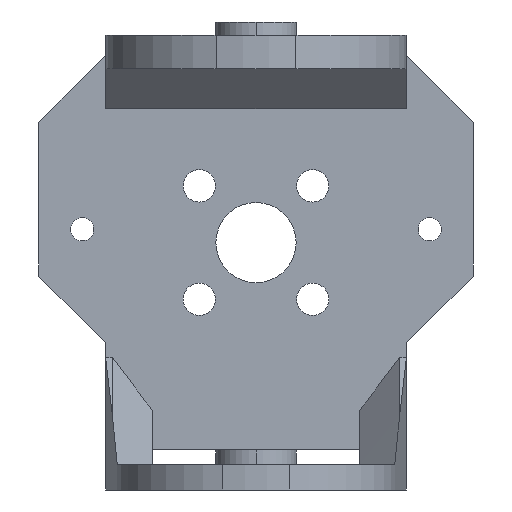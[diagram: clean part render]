
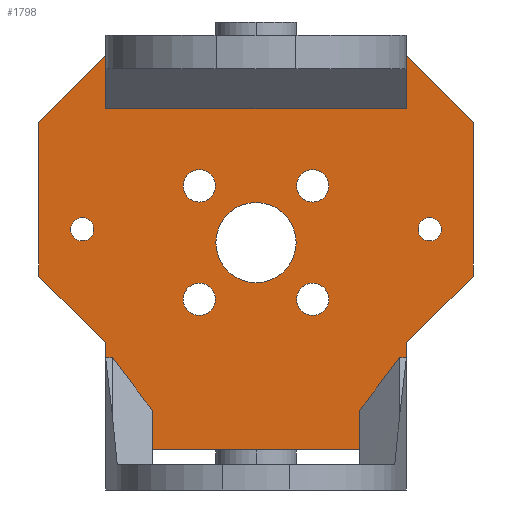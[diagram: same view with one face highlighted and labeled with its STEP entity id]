
A CAD part, front view. The second image highlights one B-rep face of the part: STEP entity #1798.
In plain terms, the highlighted planar face has unit normal (0, -1, 0).
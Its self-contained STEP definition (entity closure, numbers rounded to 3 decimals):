
#1=CARTESIAN_POINT('',(-26.,0.,-16.));
#2=DIRECTION('',(0.,-1.,0.));
#3=DIRECTION('',(1.,0.,0.));
#4=AXIS2_PLACEMENT_3D('',#1,#2,#3);
#6=CARTESIAN_POINT('',(-26.,0.,-16.));
#7=DIRECTION('',(0.,-1.,0.));
#8=DIRECTION('',(-1.,0.,0.));
#9=AXIS2_PLACEMENT_3D('',#6,#7,#8);
#11=CARTESIAN_POINT('',(26.,0.,-16.));
#12=DIRECTION('',(0.,-1.,0.));
#13=DIRECTION('',(1.,0.,0.));
#14=AXIS2_PLACEMENT_3D('',#11,#12,#13);
#16=CARTESIAN_POINT('',(26.,0.,-16.));
#17=DIRECTION('',(0.,-1.,0.));
#18=DIRECTION('',(-1.,0.,0.));
#19=AXIS2_PLACEMENT_3D('',#16,#17,#18);
#21=CARTESIAN_POINT('',(0.,0.,-18.));
#22=DIRECTION('',(0.,1.,0.));
#23=DIRECTION('',(0.,0.,1.));
#24=AXIS2_PLACEMENT_3D('',#21,#22,#23);
#26=CARTESIAN_POINT('',(0.,0.,-18.));
#27=DIRECTION('',(0.,1.,0.));
#28=DIRECTION('',(0.,0.,-1.));
#29=AXIS2_PLACEMENT_3D('',#26,#27,#28);
#31=CARTESIAN_POINT('',(8.485,0.,-9.515));
#32=DIRECTION('',(0.,1.,0.));
#33=DIRECTION('',(0.,0.,1.));
#34=AXIS2_PLACEMENT_3D('',#31,#32,#33);
#36=CARTESIAN_POINT('',(8.485,0.,-9.515));
#37=DIRECTION('',(0.,1.,0.));
#38=DIRECTION('',(0.,0.,-1.));
#39=AXIS2_PLACEMENT_3D('',#36,#37,#38);
#41=CARTESIAN_POINT('',(8.485,0.,-26.485));
#42=DIRECTION('',(0.,1.,0.));
#43=DIRECTION('',(0.,0.,1.));
#44=AXIS2_PLACEMENT_3D('',#41,#42,#43);
#46=CARTESIAN_POINT('',(8.485,0.,-26.485));
#47=DIRECTION('',(0.,1.,0.));
#48=DIRECTION('',(0.,0.,-1.));
#49=AXIS2_PLACEMENT_3D('',#46,#47,#48);
#51=CARTESIAN_POINT('',(-8.485,0.,-26.485));
#52=DIRECTION('',(0.,1.,0.));
#53=DIRECTION('',(0.,0.,1.));
#54=AXIS2_PLACEMENT_3D('',#51,#52,#53);
#56=CARTESIAN_POINT('',(-8.485,0.,-26.485));
#57=DIRECTION('',(0.,1.,0.));
#58=DIRECTION('',(0.,0.,-1.));
#59=AXIS2_PLACEMENT_3D('',#56,#57,#58);
#61=CARTESIAN_POINT('',(-8.485,0.,-9.515));
#62=DIRECTION('',(0.,1.,0.));
#63=DIRECTION('',(0.,0.,1.));
#64=AXIS2_PLACEMENT_3D('',#61,#62,#63);
#66=CARTESIAN_POINT('',(-8.485,0.,-9.515));
#67=DIRECTION('',(0.,1.,0.));
#68=DIRECTION('',(0.,0.,-1.));
#69=AXIS2_PLACEMENT_3D('',#66,#67,#68);
#71=DIRECTION('',(1.,0.,0.));
#72=VECTOR('',#71,45.);
#73=CARTESIAN_POINT('',(-22.5,0.,2.));
#74=LINE('',#73,#72);
#75=DIRECTION('',(0.,0.,-1.));
#76=VECTOR('',#75,23.);
#77=CARTESIAN_POINT('',(32.5,0.,0.));
#78=LINE('',#77,#76);
#79=DIRECTION('',(-1.,0.,0.));
#80=VECTOR('',#79,1.021);
#81=CARTESIAN_POINT('',(22.5,0.,-35.2));
#82=LINE('',#81,#80);
#83=DIRECTION('',(0.,0.,1.));
#84=VECTOR('',#83,5.925);
#85=CARTESIAN_POINT('',(15.5,0.,-49.));
#86=LINE('',#85,#84);
#87=DIRECTION('',(-1.,0.,0.));
#88=VECTOR('',#87,31.);
#89=CARTESIAN_POINT('',(15.5,0.,-49.));
#90=LINE('',#89,#88);
#91=DIRECTION('',(0.,0.,1.));
#92=VECTOR('',#91,5.925);
#93=CARTESIAN_POINT('',(-15.5,0.,-49.));
#94=LINE('',#93,#92);
#95=DIRECTION('',(-1.,0.,0.));
#96=VECTOR('',#95,1.021);
#97=CARTESIAN_POINT('',(-21.479,0.,-35.2));
#98=LINE('',#97,#96);
#99=DIRECTION('',(0.,0.,1.));
#100=VECTOR('',#99,23.);
#101=CARTESIAN_POINT('',(-32.5,0.,-23.));
#102=LINE('',#101,#100);
#237=DIRECTION('',(0.605,0.,0.796));
#238=VECTOR('',#237,9.887);
#239=CARTESIAN_POINT('',(15.5,0.,-43.075));
#240=LINE('',#239,#238);
#265=DIRECTION('',(0.605,0.,-0.796));
#266=VECTOR('',#265,9.887);
#267=CARTESIAN_POINT('',(-21.479,0.,-35.2));
#268=LINE('',#267,#266);
#489=DIRECTION('',(0.,0.,-1.));
#490=VECTOR('',#489,2.2);
#491=CARTESIAN_POINT('',(-22.5,0.,-33.));
#492=LINE('',#491,#490);
#505=DIRECTION('',(0.707,0.,-0.707));
#506=VECTOR('',#505,14.142);
#507=CARTESIAN_POINT('',(-32.5,0.,-23.));
#508=LINE('',#507,#506);
#529=DIRECTION('',(-0.707,0.,-0.707));
#530=VECTOR('',#529,14.142);
#531=CARTESIAN_POINT('',(-22.5,0.,10.));
#532=LINE('',#531,#530);
#533=DIRECTION('',(-0.707,0.,0.707));
#534=VECTOR('',#533,14.142);
#535=CARTESIAN_POINT('',(32.5,0.,0.));
#536=LINE('',#535,#534);
#557=DIRECTION('',(0.707,0.,0.707));
#558=VECTOR('',#557,14.142);
#559=CARTESIAN_POINT('',(22.5,0.,-33.));
#560=LINE('',#559,#558);
#573=DIRECTION('',(0.,0.,1.));
#574=VECTOR('',#573,2.2);
#575=CARTESIAN_POINT('',(22.5,0.,-35.2));
#576=LINE('',#575,#574);
#609=DIRECTION('',(0.,0.,-1.));
#610=VECTOR('',#609,8.);
#611=CARTESIAN_POINT('',(22.5,0.,10.));
#612=LINE('',#611,#610);
#649=DIRECTION('',(0.,0.,-1.));
#650=VECTOR('',#649,8.);
#651=CARTESIAN_POINT('',(-22.5,0.,10.));
#652=LINE('',#651,#650);
#1309=CARTESIAN_POINT('',(-24.25,0.,-16.));
#1310=CARTESIAN_POINT('',(-27.75,0.,-16.));
#1311=VERTEX_POINT('',#1309);
#1312=VERTEX_POINT('',#1310);
#1313=CARTESIAN_POINT('',(27.75,0.,-16.));
#1314=CARTESIAN_POINT('',(24.25,0.,-16.));
#1315=VERTEX_POINT('',#1313);
#1316=VERTEX_POINT('',#1314);
#1397=CARTESIAN_POINT('',(15.5,0.,-49.));
#1398=CARTESIAN_POINT('',(-15.5,0.,-49.));
#1399=VERTEX_POINT('',#1397);
#1400=VERTEX_POINT('',#1398);
#1401=CARTESIAN_POINT('',(-22.5,0.,-35.2));
#1402=VERTEX_POINT('',#1401);
#1403=CARTESIAN_POINT('',(22.5,0.,-35.2));
#1404=VERTEX_POINT('',#1403);
#1415=CARTESIAN_POINT('',(-21.479,0.,-35.2));
#1416=VERTEX_POINT('',#1415);
#1417=CARTESIAN_POINT('',(-15.5,0.,-43.075));
#1419=VERTEX_POINT('',#1417);
#1421=CARTESIAN_POINT('',(21.479,0.,-35.2));
#1423=VERTEX_POINT('',#1421);
#1430=CARTESIAN_POINT('',(15.5,0.,-43.075));
#1432=VERTEX_POINT('',#1430);
#1461=CARTESIAN_POINT('',(0.,0.,-12.));
#1462=VERTEX_POINT('',#1461);
#1463=CARTESIAN_POINT('',(0.,0.,-24.));
#1464=VERTEX_POINT('',#1463);
#1465=CARTESIAN_POINT('',(8.485,0.,-7.097));
#1466=CARTESIAN_POINT('',(8.485,0.,-11.932));
#1467=VERTEX_POINT('',#1465);
#1468=VERTEX_POINT('',#1466);
#1469=CARTESIAN_POINT('',(8.485,0.,-24.068));
#1470=CARTESIAN_POINT('',(8.485,0.,-28.903));
#1471=VERTEX_POINT('',#1469);
#1472=VERTEX_POINT('',#1470);
#1473=CARTESIAN_POINT('',(-8.485,0.,-24.068));
#1474=CARTESIAN_POINT('',(-8.485,0.,-28.903));
#1475=VERTEX_POINT('',#1473);
#1476=VERTEX_POINT('',#1474);
#1477=CARTESIAN_POINT('',(-8.485,0.,-7.097));
#1478=CARTESIAN_POINT('',(-8.485,0.,-11.932));
#1479=VERTEX_POINT('',#1477);
#1480=VERTEX_POINT('',#1478);
#1518=CARTESIAN_POINT('',(32.5,0.,-23.));
#1520=VERTEX_POINT('',#1518);
#1522=CARTESIAN_POINT('',(22.5,0.,-33.));
#1524=VERTEX_POINT('',#1522);
#1525=CARTESIAN_POINT('',(-32.5,0.,-23.));
#1527=VERTEX_POINT('',#1525);
#1529=CARTESIAN_POINT('',(-22.5,0.,-33.));
#1531=VERTEX_POINT('',#1529);
#1534=CARTESIAN_POINT('',(-32.5,0.,0.));
#1536=VERTEX_POINT('',#1534);
#1538=CARTESIAN_POINT('',(-22.5,0.,10.));
#1540=VERTEX_POINT('',#1538);
#1541=CARTESIAN_POINT('',(-22.5,0.,2.));
#1542=VERTEX_POINT('',#1541);
#1545=CARTESIAN_POINT('',(32.5,0.,0.));
#1547=VERTEX_POINT('',#1545);
#1549=CARTESIAN_POINT('',(22.5,0.,10.));
#1551=VERTEX_POINT('',#1549);
#1553=CARTESIAN_POINT('',(22.5,0.,2.));
#1554=VERTEX_POINT('',#1553);
#1713=CARTESIAN_POINT('',(0.,0.,0.));
#1714=DIRECTION('',(0.,1.,0.));
#1715=DIRECTION('',(1.,0.,0.));
#1716=AXIS2_PLACEMENT_3D('',#1713,#1714,#1715);
#1717=PLANE('',#1716);
#1719=ORIENTED_EDGE('',*,*,#1718,.T.);
#1721=ORIENTED_EDGE('',*,*,#1720,.F.);
#1723=ORIENTED_EDGE('',*,*,#1722,.F.);
#1725=ORIENTED_EDGE('',*,*,#1724,.T.);
#1727=ORIENTED_EDGE('',*,*,#1726,.F.);
#1729=ORIENTED_EDGE('',*,*,#1728,.F.);
#1731=ORIENTED_EDGE('',*,*,#1730,.T.);
#1733=ORIENTED_EDGE('',*,*,#1732,.F.);
#1735=ORIENTED_EDGE('',*,*,#1734,.F.);
#1737=ORIENTED_EDGE('',*,*,#1736,.T.);
#1739=ORIENTED_EDGE('',*,*,#1738,.T.);
#1741=ORIENTED_EDGE('',*,*,#1740,.F.);
#1743=ORIENTED_EDGE('',*,*,#1742,.T.);
#1745=ORIENTED_EDGE('',*,*,#1744,.F.);
#1747=ORIENTED_EDGE('',*,*,#1746,.F.);
#1749=ORIENTED_EDGE('',*,*,#1748,.T.);
#1751=ORIENTED_EDGE('',*,*,#1750,.F.);
#1753=ORIENTED_EDGE('',*,*,#1752,.T.);
#1754=EDGE_LOOP('',(#1719,#1721,#1723,#1725,#1727,#1729,#1731,#1733,#1735,#1737,
#1739,#1741,#1743,#1745,#1747,#1749,#1751,#1753));
#1755=FACE_OUTER_BOUND('',#1754,.F.);
#1757=ORIENTED_EDGE('',*,*,#1756,.T.);
#1759=ORIENTED_EDGE('',*,*,#1758,.T.);
#1760=EDGE_LOOP('',(#1757,#1759));
#1761=FACE_BOUND('',#1760,.F.);
#1763=ORIENTED_EDGE('',*,*,#1762,.F.);
#1765=ORIENTED_EDGE('',*,*,#1764,.F.);
#1766=EDGE_LOOP('',(#1763,#1765));
#1767=FACE_BOUND('',#1766,.F.);
#1769=ORIENTED_EDGE('',*,*,#1768,.F.);
#1771=ORIENTED_EDGE('',*,*,#1770,.F.);
#1772=EDGE_LOOP('',(#1769,#1771));
#1773=FACE_BOUND('',#1772,.F.);
#1775=ORIENTED_EDGE('',*,*,#1774,.F.);
#1777=ORIENTED_EDGE('',*,*,#1776,.F.);
#1778=EDGE_LOOP('',(#1775,#1777));
#1779=FACE_BOUND('',#1778,.F.);
#1781=ORIENTED_EDGE('',*,*,#1780,.F.);
#1783=ORIENTED_EDGE('',*,*,#1782,.F.);
#1784=EDGE_LOOP('',(#1781,#1783));
#1785=FACE_BOUND('',#1784,.F.);
#1787=ORIENTED_EDGE('',*,*,#1786,.F.);
#1789=ORIENTED_EDGE('',*,*,#1788,.F.);
#1790=EDGE_LOOP('',(#1787,#1789));
#1791=FACE_BOUND('',#1790,.F.);
#1793=ORIENTED_EDGE('',*,*,#1792,.T.);
#1795=ORIENTED_EDGE('',*,*,#1794,.T.);
#1796=EDGE_LOOP('',(#1793,#1795));
#1797=FACE_BOUND('',#1796,.F.);
#1798=ADVANCED_FACE('',(#1755,#1761,#1767,#1773,#1779,#1785,#1791,#1797),#1717,
.F.);
#5=CIRCLE('',#4,1.75);
#10=CIRCLE('',#9,1.75);
#15=CIRCLE('',#14,1.75);
#20=CIRCLE('',#19,1.75);
#25=CIRCLE('',#24,6.);
#30=CIRCLE('',#29,6.);
#35=CIRCLE('',#34,2.418);
#40=CIRCLE('',#39,2.418);
#45=CIRCLE('',#44,2.418);
#50=CIRCLE('',#49,2.418);
#55=CIRCLE('',#54,2.418);
#60=CIRCLE('',#59,2.418);
#65=CIRCLE('',#64,2.418);
#70=CIRCLE('',#69,2.418);
#1718=EDGE_CURVE('',#1542,#1554,#74,.T.);
#1720=EDGE_CURVE('',#1551,#1554,#612,.T.);
#1722=EDGE_CURVE('',#1547,#1551,#536,.T.);
#1724=EDGE_CURVE('',#1547,#1520,#78,.T.);
#1726=EDGE_CURVE('',#1524,#1520,#560,.T.);
#1728=EDGE_CURVE('',#1404,#1524,#576,.T.);
#1730=EDGE_CURVE('',#1404,#1423,#82,.T.);
#1732=EDGE_CURVE('',#1432,#1423,#240,.T.);
#1734=EDGE_CURVE('',#1399,#1432,#86,.T.);
#1736=EDGE_CURVE('',#1399,#1400,#90,.T.);
#1738=EDGE_CURVE('',#1400,#1419,#94,.T.);
#1740=EDGE_CURVE('',#1416,#1419,#268,.T.);
#1742=EDGE_CURVE('',#1416,#1402,#98,.T.);
#1744=EDGE_CURVE('',#1531,#1402,#492,.T.);
#1746=EDGE_CURVE('',#1527,#1531,#508,.T.);
#1748=EDGE_CURVE('',#1527,#1536,#102,.T.);
#1750=EDGE_CURVE('',#1540,#1536,#532,.T.);
#1752=EDGE_CURVE('',#1540,#1542,#652,.T.);
#1756=EDGE_CURVE('',#1315,#1316,#15,.T.);
#1758=EDGE_CURVE('',#1316,#1315,#20,.T.);
#1762=EDGE_CURVE('',#1462,#1464,#25,.T.);
#1764=EDGE_CURVE('',#1464,#1462,#30,.T.);
#1768=EDGE_CURVE('',#1467,#1468,#35,.T.);
#1770=EDGE_CURVE('',#1468,#1467,#40,.T.);
#1774=EDGE_CURVE('',#1471,#1472,#45,.T.);
#1776=EDGE_CURVE('',#1472,#1471,#50,.T.);
#1780=EDGE_CURVE('',#1475,#1476,#55,.T.);
#1782=EDGE_CURVE('',#1476,#1475,#60,.T.);
#1786=EDGE_CURVE('',#1479,#1480,#65,.T.);
#1788=EDGE_CURVE('',#1480,#1479,#70,.T.);
#1792=EDGE_CURVE('',#1311,#1312,#5,.T.);
#1794=EDGE_CURVE('',#1312,#1311,#10,.T.);
